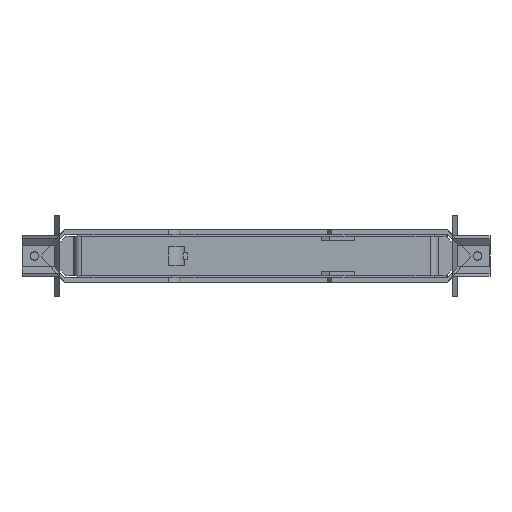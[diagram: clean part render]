
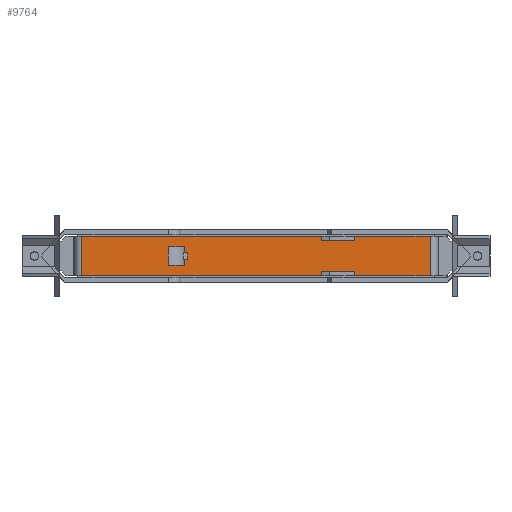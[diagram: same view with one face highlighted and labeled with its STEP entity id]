
A CAD part, front view. The second image highlights one B-rep face of the part: STEP entity #9764.
In plain terms, the highlighted planar face has unit normal (0, -1, 0).
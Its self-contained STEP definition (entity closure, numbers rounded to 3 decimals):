
#275=DIRECTION('',(1.,0.,0.));
#276=VECTOR('',#275,6.5);
#277=CARTESIAN_POINT('',(17.65,5.,-3.85));
#278=LINE('',#277,#276);
#282=DIRECTION('',(0.,0.,1.));
#283=VECTOR('',#282,1.);
#284=CARTESIAN_POINT('',(17.65,5.,-4.85));
#285=LINE('',#284,#283);
#289=DIRECTION('',(-1.,0.,0.));
#290=VECTOR('',#289,60.45);
#291=CARTESIAN_POINT('',(17.65,5.,-4.85));
#292=LINE('',#291,#290);
#296=DIRECTION('',(0.,0.,-1.));
#297=VECTOR('',#296,1.);
#298=CARTESIAN_POINT('',(17.65,5.,4.85));
#299=LINE('',#298,#297);
#303=DIRECTION('',(1.,0.,0.));
#304=VECTOR('',#303,6.5);
#305=CARTESIAN_POINT('',(17.65,5.,3.85));
#306=LINE('',#305,#304);
#310=DIRECTION('',(0.,0.,-1.));
#311=VECTOR('',#310,1.);
#312=CARTESIAN_POINT('',(24.15,5.,4.85));
#313=LINE('',#312,#311);
#317=DIRECTION('',(0.,0.,1.));
#318=VECTOR('',#317,9.7);
#319=CARTESIAN_POINT('',(42.8,5.,-4.85));
#320=LINE('',#319,#318);
#324=DIRECTION('',(-1.,0.,0.));
#325=VECTOR('',#324,18.65);
#326=CARTESIAN_POINT('',(42.8,5.,-4.85));
#327=LINE('',#326,#325);
#331=DIRECTION('',(0.,0.,1.));
#332=VECTOR('',#331,1.);
#333=CARTESIAN_POINT('',(24.15,5.,-4.85));
#334=LINE('',#333,#332);
#401=DIRECTION('',(0.,0.,1.));
#402=VECTOR('',#401,9.7);
#403=CARTESIAN_POINT('',(-42.8,5.,-4.85));
#404=LINE('',#403,#402);
#430=DIRECTION('',(-1.,0.,0.));
#431=VECTOR('',#430,18.65);
#432=CARTESIAN_POINT('',(42.8,5.,4.85));
#433=LINE('',#432,#431);
#472=DIRECTION('',(-1.,0.,0.));
#473=VECTOR('',#472,60.45);
#474=CARTESIAN_POINT('',(17.65,5.,4.85));
#475=LINE('',#474,#473);
#9139=CARTESIAN_POINT('',(42.8,5.,-4.85));
#9140=CARTESIAN_POINT('',(42.8,5.,4.85));
#9141=VERTEX_POINT('',#9139);
#9142=VERTEX_POINT('',#9140);
#9143=CARTESIAN_POINT('',(-42.8,5.,-4.85));
#9144=CARTESIAN_POINT('',(-42.8,5.,4.85));
#9145=VERTEX_POINT('',#9143);
#9146=VERTEX_POINT('',#9144);
#9487=CARTESIAN_POINT('',(17.65,5.,3.85));
#9488=CARTESIAN_POINT('',(24.15,5.,3.85));
#9489=VERTEX_POINT('',#9487);
#9490=VERTEX_POINT('',#9488);
#9491=CARTESIAN_POINT('',(17.65,5.,4.85));
#9492=VERTEX_POINT('',#9491);
#9493=CARTESIAN_POINT('',(24.15,5.,4.85));
#9494=VERTEX_POINT('',#9493);
#9511=CARTESIAN_POINT('',(17.65,5.,-3.85));
#9512=CARTESIAN_POINT('',(24.15,5.,-3.85));
#9513=VERTEX_POINT('',#9511);
#9514=VERTEX_POINT('',#9512);
#9515=CARTESIAN_POINT('',(17.65,5.,-4.85));
#9516=VERTEX_POINT('',#9515);
#9517=CARTESIAN_POINT('',(24.15,5.,-4.85));
#9518=VERTEX_POINT('',#9517);
#9735=CARTESIAN_POINT('',(0.,5.,0.));
#9736=DIRECTION('',(0.,-1.,0.));
#9737=DIRECTION('',(0.,0.,1.));
#9738=AXIS2_PLACEMENT_3D('',#9735,#9736,#9737);
#9739=PLANE('',#9738);
#9741=ORIENTED_EDGE('',*,*,#9740,.F.);
#9743=ORIENTED_EDGE('',*,*,#9742,.F.);
#9744=ORIENTED_EDGE('',*,*,#9670,.T.);
#9746=ORIENTED_EDGE('',*,*,#9745,.T.);
#9748=ORIENTED_EDGE('',*,*,#9747,.F.);
#9750=ORIENTED_EDGE('',*,*,#9749,.T.);
#9752=ORIENTED_EDGE('',*,*,#9751,.T.);
#9754=ORIENTED_EDGE('',*,*,#9753,.F.);
#9756=ORIENTED_EDGE('',*,*,#9755,.F.);
#9758=ORIENTED_EDGE('',*,*,#9757,.F.);
#9759=ORIENTED_EDGE('',*,*,#9682,.T.);
#9761=ORIENTED_EDGE('',*,*,#9760,.T.);
#9762=EDGE_LOOP('',(#9741,#9743,#9744,#9746,#9748,#9750,#9752,#9754,#9756,#9758,
#9759,#9761));
#9763=FACE_OUTER_BOUND('',#9762,.F.);
#9764=ADVANCED_FACE('',(#9763),#9739,.T.);
#9670=EDGE_CURVE('',#9516,#9145,#292,.T.);
#9682=EDGE_CURVE('',#9141,#9518,#327,.T.);
#9740=EDGE_CURVE('',#9513,#9514,#278,.T.);
#9742=EDGE_CURVE('',#9516,#9513,#285,.T.);
#9745=EDGE_CURVE('',#9145,#9146,#404,.T.);
#9747=EDGE_CURVE('',#9492,#9146,#475,.T.);
#9749=EDGE_CURVE('',#9492,#9489,#299,.T.);
#9751=EDGE_CURVE('',#9489,#9490,#306,.T.);
#9753=EDGE_CURVE('',#9494,#9490,#313,.T.);
#9755=EDGE_CURVE('',#9142,#9494,#433,.T.);
#9757=EDGE_CURVE('',#9141,#9142,#320,.T.);
#9760=EDGE_CURVE('',#9518,#9514,#334,.T.);
